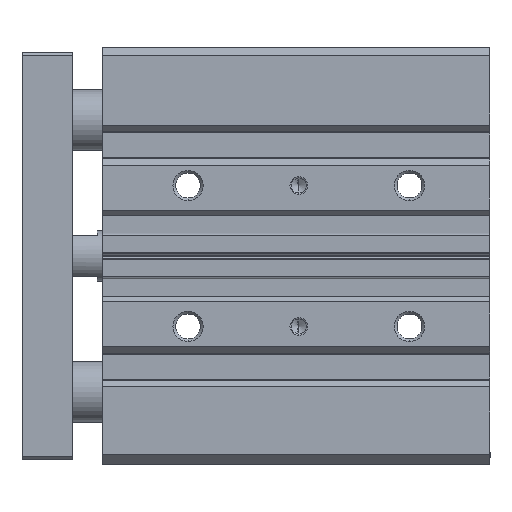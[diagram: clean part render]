
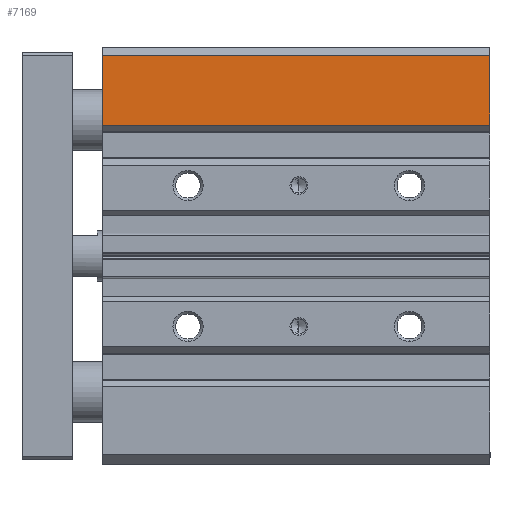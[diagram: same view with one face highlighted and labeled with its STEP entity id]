
A CAD part, front view. The second image highlights one B-rep face of the part: STEP entity #7169.
In plain terms, the highlighted planar face has unit normal (0, -1, 0).
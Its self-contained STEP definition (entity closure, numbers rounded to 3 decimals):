
#543 = EDGE_CURVE ( 'NONE', #8669, #11270, #9421, .T. ) ;
#643 = LINE ( 'NONE', #5360, #2832 ) ;
#1119 = VERTEX_POINT ( 'NONE', #7077 ) ;
#1730 = EDGE_CURVE ( 'NONE', #4132, #1119, #643, .T. ) ;
#1837 = DIRECTION ( 'NONE',  ( 0., 0., -1. ) ) ;
#1844 = CARTESIAN_POINT ( 'NONE',  ( 0., -18., 39.9 ) ) ;
#2068 = ORIENTED_EDGE ( 'NONE', *, *, #2482, .F. ) ;
#2482 = EDGE_CURVE ( 'NONE', #11270, #1119, #3020, .T. ) ;
#2832 = VECTOR ( 'NONE', #8127, 1000. ) ;
#2980 = PLANE ( 'NONE',  #7990 ) ;
#3020 = LINE ( 'NONE', #7723, #11266 ) ;
#3067 = ORIENTED_EDGE ( 'NONE', *, *, #4665, .T. ) ;
#3796 = CARTESIAN_POINT ( 'NONE',  ( 0., -18., 26. ) ) ;
#3933 = ORIENTED_EDGE ( 'NONE', *, *, #1730, .T. ) ;
#3951 = DIRECTION ( 'NONE',  ( -1., 0., 0. ) ) ;
#4132 = VERTEX_POINT ( 'NONE', #11667 ) ;
#4661 = CARTESIAN_POINT ( 'NONE',  ( 77., -18., 0. ) ) ;
#4665 = EDGE_CURVE ( 'NONE', #8669, #4132, #4917, .T. ) ;
#4917 = LINE ( 'NONE', #1844, #9151 ) ;
#5299 = CARTESIAN_POINT ( 'NONE',  ( 77., -18., 39.9 ) ) ;
#5360 = CARTESIAN_POINT ( 'NONE',  ( 0., -18., 26. ) ) ;
#5844 = VECTOR ( 'NONE', #1837, 1000. ) ;
#6612 = DIRECTION ( 'NONE',  ( 0., -1., 0. ) ) ;
#7077 = CARTESIAN_POINT ( 'NONE',  ( 0., -18., 26. ) ) ;
#7169 = ADVANCED_FACE ( 'NONE', ( #11637 ), #2980, .T. ) ;
#7687 = DIRECTION ( 'NONE',  ( -1., 0., 0. ) ) ;
#7723 = CARTESIAN_POINT ( 'NONE',  ( 0., -18., 26. ) ) ;
#7811 = DIRECTION ( 'NONE',  ( 0., 0., -1. ) ) ;
#7849 = EDGE_LOOP ( 'NONE', ( #3933, #2068, #9148, #3067 ) ) ;
#7990 = AXIS2_PLACEMENT_3D ( 'NONE', #3796, #6612, #7811 ) ;
#8127 = DIRECTION ( 'NONE',  ( 0., 0., -1. ) ) ;
#8669 = VERTEX_POINT ( 'NONE', #5299 ) ;
#9148 = ORIENTED_EDGE ( 'NONE', *, *, #543, .F. ) ;
#9151 = VECTOR ( 'NONE', #7687, 1000. ) ;
#9421 = LINE ( 'NONE', #4661, #5844 ) ;
#11266 = VECTOR ( 'NONE', #3951, 1000. ) ;
#11270 = VERTEX_POINT ( 'NONE', #11429 ) ;
#11429 = CARTESIAN_POINT ( 'NONE',  ( 77., -18., 26. ) ) ;
#11637 = FACE_OUTER_BOUND ( 'NONE', #7849, .T. ) ;
#11667 = CARTESIAN_POINT ( 'NONE',  ( 0., -18., 39.9 ) ) ;
